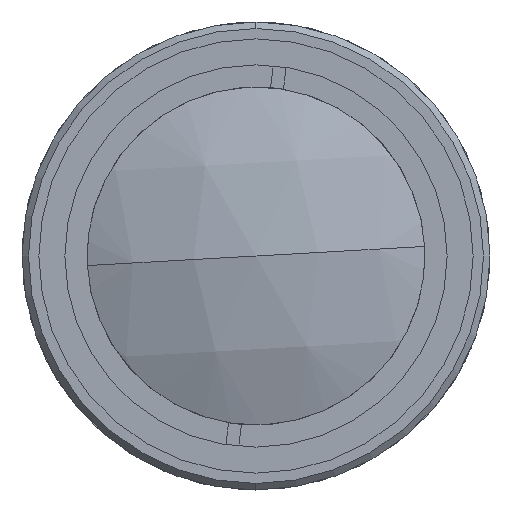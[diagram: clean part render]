
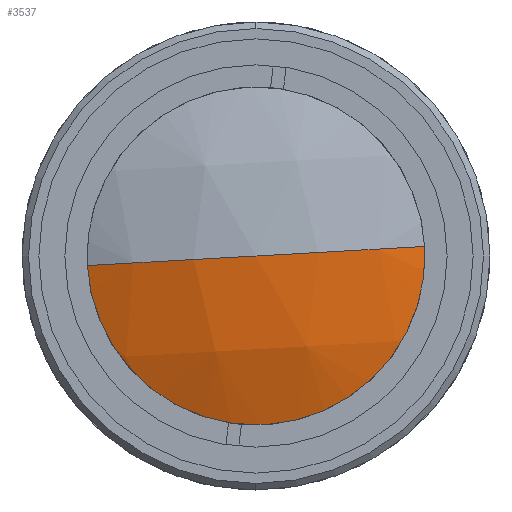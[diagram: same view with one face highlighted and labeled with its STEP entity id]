
A CAD part, left-side view. The second image highlights one B-rep face of the part: STEP entity #3537.
In plain terms, the highlighted spherical face has radius 34.13 mm.
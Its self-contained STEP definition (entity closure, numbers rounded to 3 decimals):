
#475 = CARTESIAN_POINT ( 'NONE',  ( 11.003, 0., 0. ) ) ;
#617 = CARTESIAN_POINT ( 'NONE',  ( 42.13, 0., 0. ) ) ;
#785 = CARTESIAN_POINT ( 'NONE',  ( 8., 0., 0. ) ) ;
#973 = FACE_OUTER_BOUND ( 'NONE', #3778, .T. ) ;
#1286 = CIRCLE ( 'NONE', #3354, 34.13 ) ;
#1327 = EDGE_CURVE ( 'NONE', #2906, #3410, #1286, .T. ) ;
#1470 = DIRECTION ( 'NONE',  ( 0., 0.057, 0.998 ) ) ;
#1540 = ORIENTED_EDGE ( 'NONE', *, *, #1710, .T. ) ;
#1558 = ORIENTED_EDGE ( 'NONE', *, *, #1327, .F. ) ;
#1710 = EDGE_CURVE ( 'NONE', #2628, #3410, #2358, .T. ) ;
#1812 = ORIENTED_EDGE ( 'NONE', *, *, #3389, .T. ) ;
#2052 = DIRECTION ( 'NONE',  ( 0., -0.057, -0.998 ) ) ;
#2069 = AXIS2_PLACEMENT_3D ( 'NONE', #475, #4104, #3406 ) ;
#2345 = DIRECTION ( 'NONE',  ( 0., -0.057, -0.998 ) ) ;
#2358 = CIRCLE ( 'NONE', #4746, 34.13 ) ;
#2434 = SPHERICAL_SURFACE ( 'NONE', #4527, 34.13 ) ;
#2488 = DIRECTION ( 'NONE',  ( 0., 0.998, -0.057 ) ) ;
#2546 = CARTESIAN_POINT ( 'NONE',  ( 42.13, 0., 0. ) ) ;
#2628 = VERTEX_POINT ( 'NONE', #3696 ) ;
#2906 = VERTEX_POINT ( 'NONE', #3513 ) ;
#3354 = AXIS2_PLACEMENT_3D ( 'NONE', #2546, #1470, #3990 ) ;
#3389 = EDGE_CURVE ( 'NONE', #2906, #2628, #4675, .T. ) ;
#3406 = DIRECTION ( 'NONE',  ( 0., 0.057, 0.998 ) ) ;
#3410 = VERTEX_POINT ( 'NONE', #785 ) ;
#3513 = CARTESIAN_POINT ( 'NONE',  ( 11.003, 13.977, -0.794 ) ) ;
#3537 = ADVANCED_FACE ( 'NONE', ( #973 ), #2434, .T. ) ;
#3571 = DIRECTION ( 'NONE',  ( 0., 0.998, -0.057 ) ) ;
#3696 = CARTESIAN_POINT ( 'NONE',  ( 11.003, -13.977, 0.794 ) ) ;
#3778 = EDGE_LOOP ( 'NONE', ( #1812, #1540, #1558 ) ) ;
#3990 = DIRECTION ( 'NONE',  ( 0., -0.998, 0.057 ) ) ;
#4104 = DIRECTION ( 'NONE',  ( -1., 0., 0. ) ) ;
#4178 = CARTESIAN_POINT ( 'NONE',  ( 42.13, 0., 0. ) ) ;
#4527 = AXIS2_PLACEMENT_3D ( 'NONE', #617, #2052, #3571 ) ;
#4675 = CIRCLE ( 'NONE', #2069, 14. ) ;
#4746 = AXIS2_PLACEMENT_3D ( 'NONE', #4178, #2345, #2488 ) ;
